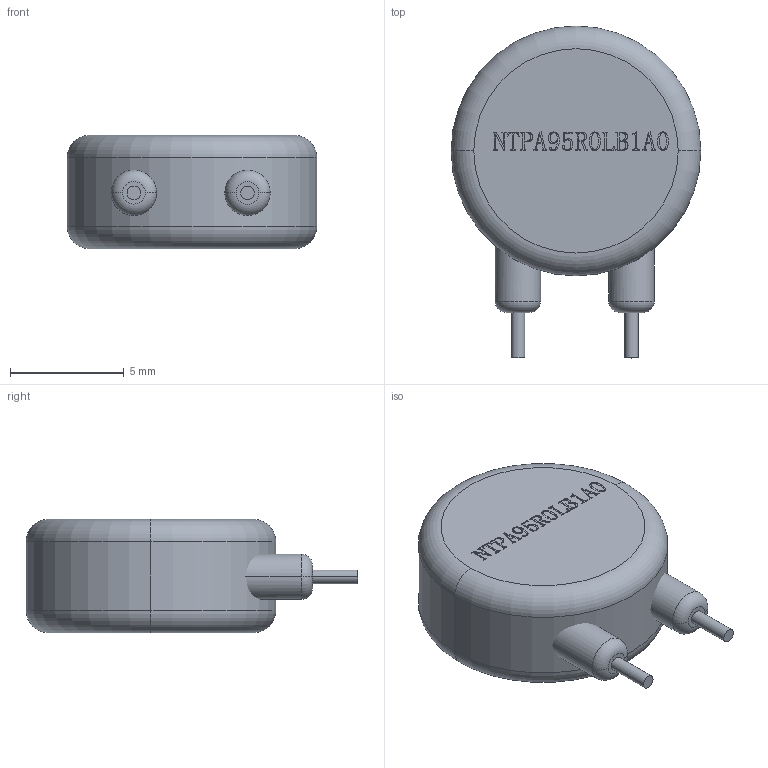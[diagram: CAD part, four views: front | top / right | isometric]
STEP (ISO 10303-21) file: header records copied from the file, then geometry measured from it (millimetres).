
FILE_DESCRIPTION (( 'STEP AP214' ), '1' );
FILE_NAME ('NTPA95R0LB1A0.STEP', '2014-02-14T01:11:49', ( 'BT_YANFB_XUJUNRAN' ), ( '' ), 'SwSTEP 2.0', 'SolidWorks 2010', '' );
FILE_SCHEMA (( 'AUTOMOTIVE_DESIGN' ));
Length unit declared in the file: millimetre
Products named in the file (4): 錨璃1; NTPA95R0LB1A0; 錨璃2 - 萵掛; 錨璃2
Assembly tree (3 placements, depth 2):
  NTPA95R0LB1A0
    錨璃2
    錨璃1
    錨璃2 - 萵掛
Bounding box: 11 x 14.62 x 5.02 mm (x, y, z)
Volume: 479.3 mm3; surface area: 389.8 mm2
Topology: 3 solids, 3 shells, 534 faces, 1446 edges, 960 vertices
Faces by surface type: plane 326, bspline 186, cylinder 10, torus 8, sphere 4
Entity records: 37208 total; most frequent: CARTESIAN_POINT 18988, ORIENTED_EDGE 2892, DIRECTION 1812, EDGE_CURVE 1446, LINE 1036, VECTOR 1036, VERTEX_POINT 960, EDGE_LOOP 576
